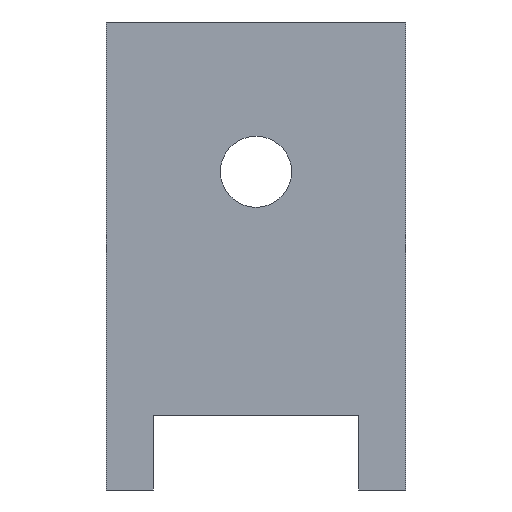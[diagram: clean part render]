
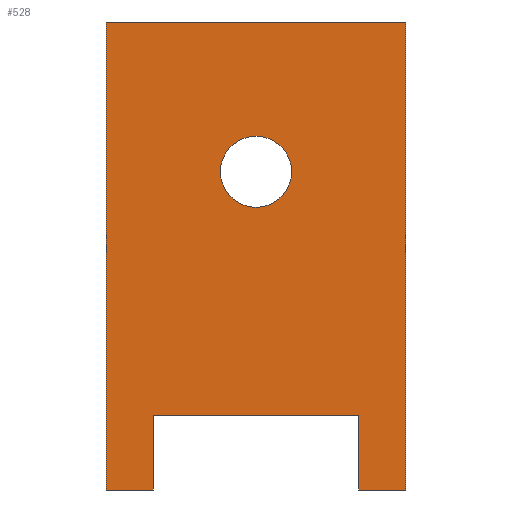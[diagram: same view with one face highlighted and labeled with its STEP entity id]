
A CAD part, front view. The second image highlights one B-rep face of the part: STEP entity #528.
In plain terms, the highlighted planar face has unit normal (0, -1, 0).
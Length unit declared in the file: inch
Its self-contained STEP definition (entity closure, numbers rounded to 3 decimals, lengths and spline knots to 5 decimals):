
#5 = VECTOR ( 'NONE', #422, 39.37008 ) ;
#11 = LINE ( 'NONE', #342, #170 ) ;
#22 = DIRECTION ( 'NONE',  ( 0., 0., 1. ) ) ;
#46 = LINE ( 'NONE', #511, #5 ) ;
#58 = VERTEX_POINT ( 'NONE', #142 ) ;
#71 = EDGE_CURVE ( 'NONE', #166, #447, #162, .T. ) ;
#77 = CARTESIAN_POINT ( 'NONE',  ( 0.31496, -0.21654, -0.98425 ) ) ;
#78 = VERTEX_POINT ( 'NONE', #279 ) ;
#82 = VERTEX_POINT ( 'NONE', #319 ) ;
#84 = PLANE ( 'NONE',  #259 ) ;
#86 = ORIENTED_EDGE ( 'NONE', *, *, #165, .T. ) ;
#94 = VERTEX_POINT ( 'NONE', #489 ) ;
#98 = EDGE_CURVE ( 'NONE', #58, #175, #273, .T. ) ;
#99 = LINE ( 'NONE', #179, #128 ) ;
#101 = AXIS2_PLACEMENT_3D ( 'NONE', #531, #439, #160 ) ;
#112 = ORIENTED_EDGE ( 'NONE', *, *, #487, .T. ) ;
#118 = CARTESIAN_POINT ( 'NONE',  ( -0.21654, -0.21654, -0.82677 ) ) ;
#119 = CARTESIAN_POINT ( 'NONE',  ( 0.21654, -0.21654, -0.98425 ) ) ;
#121 = CIRCLE ( 'NONE', #101, 0.0748 ) ;
#128 = VECTOR ( 'NONE', #390, 39.37008 ) ;
#132 = FACE_OUTER_BOUND ( 'NONE', #220, .T. ) ;
#142 = CARTESIAN_POINT ( 'NONE',  ( 0.21654, -0.21654, -0.82677 ) ) ;
#152 = DIRECTION ( 'NONE',  ( -1., 0., 0. ) ) ;
#157 = CARTESIAN_POINT ( 'NONE',  ( 0.31496, -0.21654, -0.98425 ) ) ;
#160 = DIRECTION ( 'NONE',  ( -1., 0., 0. ) ) ;
#161 = ORIENTED_EDGE ( 'NONE', *, *, #263, .T. ) ;
#162 = CIRCLE ( 'NONE', #463, 0.0748 ) ;
#165 = EDGE_CURVE ( 'NONE', #175, #94, #328, .T. ) ;
#166 = VERTEX_POINT ( 'NONE', #221 ) ;
#169 = FACE_BOUND ( 'NONE', #423, .T. ) ;
#170 = VECTOR ( 'NONE', #471, 39.37008 ) ;
#175 = VERTEX_POINT ( 'NONE', #429 ) ;
#179 = CARTESIAN_POINT ( 'NONE',  ( 0.31496, -0.21654, 0. ) ) ;
#188 = CARTESIAN_POINT ( 'NONE',  ( 0., -0.21654, -0.31496 ) ) ;
#197 = EDGE_CURVE ( 'NONE', #78, #482, #46, .T. ) ;
#210 = ORIENTED_EDGE ( 'NONE', *, *, #477, .T. ) ;
#220 = EDGE_LOOP ( 'NONE', ( #329, #161, #389, #86, #210, #301, #255, #112 ) ) ;
#221 = CARTESIAN_POINT ( 'NONE',  ( 0.0748, -0.21654, -0.31496 ) ) ;
#222 = VECTOR ( 'NONE', #22, 39.37008 ) ;
#227 = DIRECTION ( 'NONE',  ( 0., 0., -1. ) ) ;
#234 = CARTESIAN_POINT ( 'NONE',  ( -0.0748, -0.21654, -0.31496 ) ) ;
#243 = CARTESIAN_POINT ( 'NONE',  ( 0.31496, -0.21654, -0.98425 ) ) ;
#248 = DIRECTION ( 'NONE',  ( 0., -1., 0. ) ) ;
#249 = DIRECTION ( 'NONE',  ( 1., 0., 0. ) ) ;
#255 = ORIENTED_EDGE ( 'NONE', *, *, #197, .F. ) ;
#256 = EDGE_CURVE ( 'NONE', #482, #82, #99, .T. ) ;
#259 = AXIS2_PLACEMENT_3D ( 'NONE', #77, #248, #540 ) ;
#263 = EDGE_CURVE ( 'NONE', #405, #58, #11, .T. ) ;
#268 = VECTOR ( 'NONE', #227, 39.37008 ) ;
#273 = LINE ( 'NONE', #119, #268 ) ;
#277 = VECTOR ( 'NONE', #249, 39.37008 ) ;
#279 = CARTESIAN_POINT ( 'NONE',  ( -0.31496, -0.21654, -0.98425 ) ) ;
#282 = LINE ( 'NONE', #410, #453 ) ;
#301 = ORIENTED_EDGE ( 'NONE', *, *, #256, .F. ) ;
#311 = CARTESIAN_POINT ( 'NONE',  ( 0.31496, -0.21654, -0.98425 ) ) ;
#313 = DIRECTION ( 'NONE',  ( 0., 1., 0. ) ) ;
#314 = VECTOR ( 'NONE', #318, 39.37008 ) ;
#318 = DIRECTION ( 'NONE',  ( 1., 0., 0. ) ) ;
#319 = CARTESIAN_POINT ( 'NONE',  ( 0.31496, -0.21654, 0. ) ) ;
#328 = LINE ( 'NONE', #243, #277 ) ;
#329 = ORIENTED_EDGE ( 'NONE', *, *, #512, .T. ) ;
#342 = CARTESIAN_POINT ( 'NONE',  ( -0.21654, -0.21654, -0.82677 ) ) ;
#354 = ORIENTED_EDGE ( 'NONE', *, *, #71, .T. ) ;
#371 = VERTEX_POINT ( 'NONE', #398 ) ;
#389 = ORIENTED_EDGE ( 'NONE', *, *, #98, .T. ) ;
#390 = DIRECTION ( 'NONE',  ( 1., 0., 0. ) ) ;
#398 = CARTESIAN_POINT ( 'NONE',  ( -0.21654, -0.21654, -0.98425 ) ) ;
#404 = LINE ( 'NONE', #157, #314 ) ;
#405 = VERTEX_POINT ( 'NONE', #118 ) ;
#410 = CARTESIAN_POINT ( 'NONE',  ( -0.21654, -0.21654, -0.98425 ) ) ;
#422 = DIRECTION ( 'NONE',  ( 0., 0., 1. ) ) ;
#423 = EDGE_LOOP ( 'NONE', ( #521, #354 ) ) ;
#429 = CARTESIAN_POINT ( 'NONE',  ( 0.21654, -0.21654, -0.98425 ) ) ;
#439 = DIRECTION ( 'NONE',  ( 0., 1., 0. ) ) ;
#445 = LINE ( 'NONE', #311, #222 ) ;
#447 = VERTEX_POINT ( 'NONE', #234 ) ;
#453 = VECTOR ( 'NONE', #545, 39.37008 ) ;
#459 = EDGE_CURVE ( 'NONE', #447, #166, #121, .T. ) ;
#463 = AXIS2_PLACEMENT_3D ( 'NONE', #188, #313, #152 ) ;
#471 = DIRECTION ( 'NONE',  ( 1., 0., 0. ) ) ;
#477 = EDGE_CURVE ( 'NONE', #94, #82, #445, .T. ) ;
#482 = VERTEX_POINT ( 'NONE', #490 ) ;
#487 = EDGE_CURVE ( 'NONE', #78, #371, #404, .T. ) ;
#489 = CARTESIAN_POINT ( 'NONE',  ( 0.31496, -0.21654, -0.98425 ) ) ;
#490 = CARTESIAN_POINT ( 'NONE',  ( -0.31496, -0.21654, 0. ) ) ;
#511 = CARTESIAN_POINT ( 'NONE',  ( -0.31496, -0.21654, -0.98425 ) ) ;
#512 = EDGE_CURVE ( 'NONE', #371, #405, #282, .T. ) ;
#521 = ORIENTED_EDGE ( 'NONE', *, *, #459, .T. ) ;
#528 = ADVANCED_FACE ( 'NONE', ( #169, #132 ), #84, .T. ) ;
#531 = CARTESIAN_POINT ( 'NONE',  ( 0., -0.21654, -0.31496 ) ) ;
#540 = DIRECTION ( 'NONE',  ( 1., 0., 0. ) ) ;
#545 = DIRECTION ( 'NONE',  ( 0., 0., 1. ) ) ;
